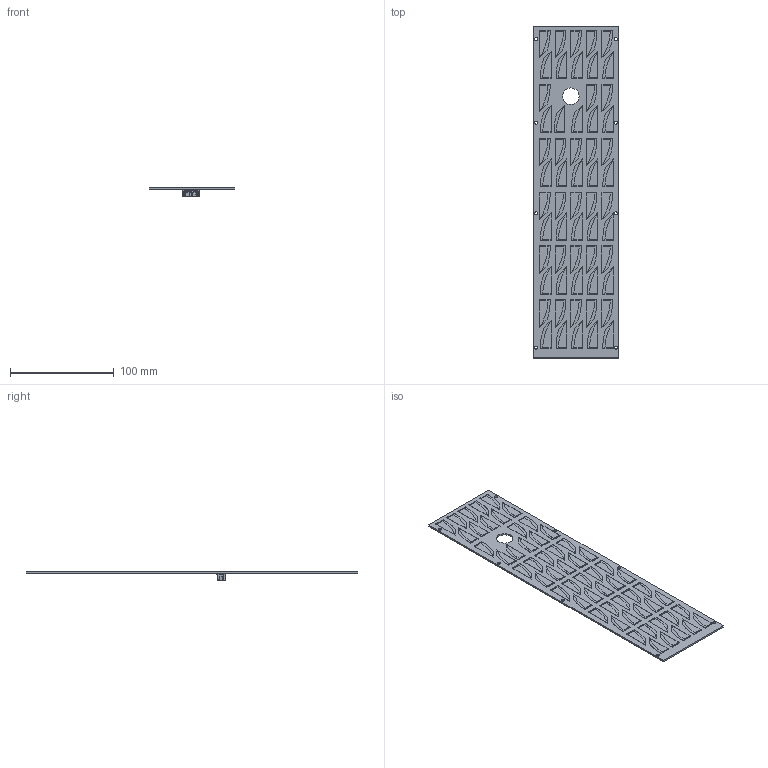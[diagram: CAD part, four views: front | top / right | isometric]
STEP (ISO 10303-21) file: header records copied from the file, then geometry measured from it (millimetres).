
FILE_DESCRIPTION(('Open CASCADE Model'),'2;1');
FILE_NAME('Open CASCADE Shape Model','2018-01-08T22:35:41',('Author'),( 'Open CASCADE'),'Open CASCADE STEP processor 6.2','Open CASCADE 6.2' ,'Unknown');
FILE_SCHEMA(('AUTOMOTIVE_DESIGN { 1 0 10303 214 1 1 1 1 }'));
Length unit declared in the file: millimetre
Products named in the file (72): PCB; Board; U1; 751561360; Extruded; 58; OneWing; Onecell; terminalpoint; SolarCellRegion; Overhead; 57; 56; 55; 54; 53; 52; 51; 50; 49; 48; 47; 46; 45; 44; 43; 42; 41; 40; 39; 38; 37; 36; 35; 34; 33; 32; 31; 30; 29 ...
Assembly tree (128 placements, depth 5):
  PCB
    Board
    U1
      751561360
        Extruded
    58
      OneWing
        Onecell
          terminalpoint
          SolarCellRegion
          Overhead
    57
      OneWing
        Onecell
          terminalpoint
          SolarCellRegion
          Overhead
    56
      OneWing
        Onecell
          terminalpoint
          SolarCellRegion
          Overhead
    55
      OneWing
        Onecell
          terminalpoint
          SolarCellRegion
          Overhead
    54
      OneWing
        Onecell
          terminalpoint
          SolarCellRegion
          Overhead
    53
      OneWing
        Onecell
          terminalpoint
          SolarCellRegion
          Overhead
    52
      OneWing
        Onecell
          terminalpoint
          SolarCellRegion
          Overhead
    51
      OneWing
        Onecell
          terminalpoint
          SolarCellRegion
          Overhead
    50
      OneWing
        Onecell
          terminalpoint
          SolarCellRegion
          Overhead
    49
Bounding box: 82 x 320 x 8.32 mm (x, y, z)
Volume: 43467.1 mm3; surface area: 78982.7 mm2
Topology: 178 solids, 178 shells, 1497 faces, 3384 edges, 2242 vertices
Faces by surface type: plane 1228, cylinder 269
Full cylindrical faces by diameter (mm): 3 x8, 16 x1
Entity records: 26156 total; most frequent: CARTESIAN_POINT 4622, DIRECTION 3846, LINE 2678, VECTOR 2678, ORIENTED_EDGE 1980, PCURVE 1980, DEFINITIONAL_REPRESENTATION 1980, EDGE_CURVE 990
